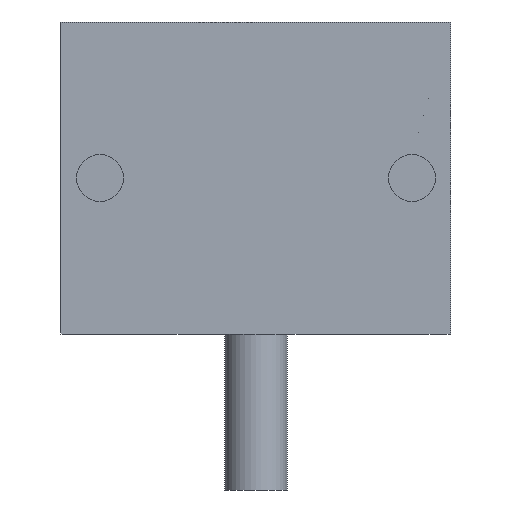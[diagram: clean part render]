
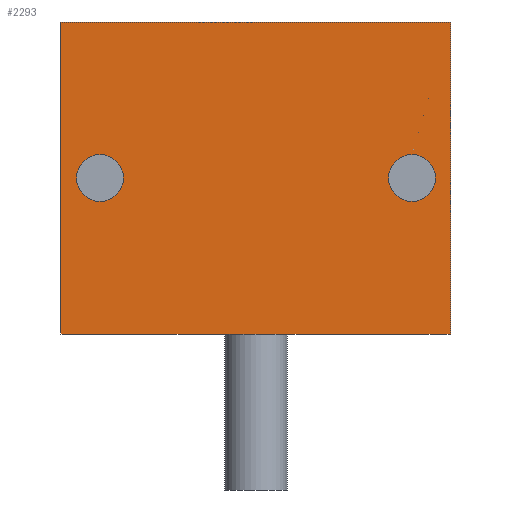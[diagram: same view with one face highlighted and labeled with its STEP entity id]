
A CAD part, front view. The second image highlights one B-rep face of the part: STEP entity #2293.
In plain terms, the highlighted planar face has unit normal (0, -1, 0).
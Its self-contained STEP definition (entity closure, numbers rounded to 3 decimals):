
#158=DIRECTION('',(0.,0.,-1.));
#159=VECTOR('',#158,20.);
#160=CARTESIAN_POINT('',(-12.5,-20.,10.));
#161=LINE('',#160,#159);
#325=DIRECTION('',(-1.,0.,0.));
#326=VECTOR('',#325,25.);
#327=CARTESIAN_POINT('',(12.5,-20.,10.));
#328=LINE('',#327,#326);
#457=DIRECTION('',(-1.,0.,0.));
#458=VECTOR('',#457,25.);
#459=CARTESIAN_POINT('',(12.5,-20.,-10.));
#460=LINE('',#459,#458);
#461=DIRECTION('',(0.,0.,-1.));
#462=VECTOR('',#461,20.);
#463=CARTESIAN_POINT('',(12.5,-20.,10.));
#464=LINE('',#463,#462);
#465=CARTESIAN_POINT('',(10.,-20.,0.));
#466=DIRECTION('',(0.,-1.,0.));
#467=DIRECTION('',(0.,0.,-1.));
#468=AXIS2_PLACEMENT_3D('',#465,#466,#467);
#470=CARTESIAN_POINT('',(10.,-20.,0.));
#471=DIRECTION('',(0.,-1.,0.));
#472=DIRECTION('',(0.,0.,1.));
#473=AXIS2_PLACEMENT_3D('',#470,#471,#472);
#475=CARTESIAN_POINT('',(-10.,-20.,0.));
#476=DIRECTION('',(0.,-1.,0.));
#477=DIRECTION('',(0.,0.,1.));
#478=AXIS2_PLACEMENT_3D('',#475,#476,#477);
#480=CARTESIAN_POINT('',(-10.,-20.,0.));
#481=DIRECTION('',(0.,-1.,0.));
#482=DIRECTION('',(0.,0.,-1.));
#483=AXIS2_PLACEMENT_3D('',#480,#481,#482);
#1263=CARTESIAN_POINT('',(-12.5,-20.,-10.));
#1264=VERTEX_POINT('',#1263);
#1265=CARTESIAN_POINT('',(12.5,-20.,-10.));
#1266=VERTEX_POINT('',#1265);
#1319=CARTESIAN_POINT('',(-12.5,-20.,10.));
#1320=VERTEX_POINT('',#1319);
#1349=CARTESIAN_POINT('',(12.5,-20.,10.));
#1350=VERTEX_POINT('',#1349);
#1379=CARTESIAN_POINT('',(10.,-20.,-1.5));
#1380=CARTESIAN_POINT('',(10.,-20.,1.5));
#1381=VERTEX_POINT('',#1379);
#1382=VERTEX_POINT('',#1380);
#1383=CARTESIAN_POINT('',(-10.,-20.,1.5));
#1384=CARTESIAN_POINT('',(-10.,-20.,-1.5));
#1385=VERTEX_POINT('',#1383);
#1386=VERTEX_POINT('',#1384);
#2270=CARTESIAN_POINT('',(-12.5,-20.,-10.));
#2271=DIRECTION('',(0.,-1.,0.));
#2272=DIRECTION('',(1.,0.,0.));
#2273=AXIS2_PLACEMENT_3D('',#2270,#2271,#2272);
#2274=PLANE('',#2273);
#2275=ORIENTED_EDGE('',*,*,#1636,.T.);
#2276=ORIENTED_EDGE('',*,*,#1738,.F.);
#2277=ORIENTED_EDGE('',*,*,#1930,.F.);
#2278=ORIENTED_EDGE('',*,*,#2163,.T.);
#2279=EDGE_LOOP('',(#2275,#2276,#2277,#2278));
#2280=FACE_OUTER_BOUND('',#2279,.F.);
#2282=ORIENTED_EDGE('',*,*,#2281,.T.);
#2284=ORIENTED_EDGE('',*,*,#2283,.T.);
#2285=EDGE_LOOP('',(#2282,#2284));
#2286=FACE_BOUND('',#2285,.F.);
#2288=ORIENTED_EDGE('',*,*,#2287,.T.);
#2290=ORIENTED_EDGE('',*,*,#2289,.T.);
#2291=EDGE_LOOP('',(#2288,#2290));
#2292=FACE_BOUND('',#2291,.F.);
#2293=ADVANCED_FACE('',(#2280,#2286,#2292),#2274,.T.);
#469=CIRCLE('',#468,1.5);
#474=CIRCLE('',#473,1.5);
#479=CIRCLE('',#478,1.5);
#484=CIRCLE('',#483,1.5);
#1636=EDGE_CURVE('',#1266,#1264,#460,.T.);
#1738=EDGE_CURVE('',#1320,#1264,#161,.T.);
#1930=EDGE_CURVE('',#1350,#1320,#328,.T.);
#2163=EDGE_CURVE('',#1350,#1266,#464,.T.);
#2281=EDGE_CURVE('',#1381,#1382,#469,.T.);
#2283=EDGE_CURVE('',#1382,#1381,#474,.T.);
#2287=EDGE_CURVE('',#1385,#1386,#479,.T.);
#2289=EDGE_CURVE('',#1386,#1385,#484,.T.);
